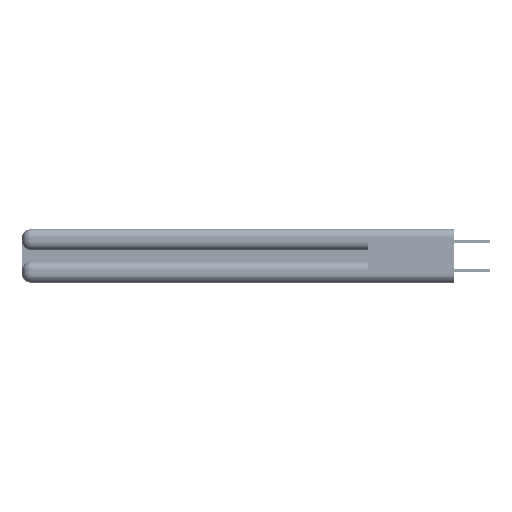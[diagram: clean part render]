
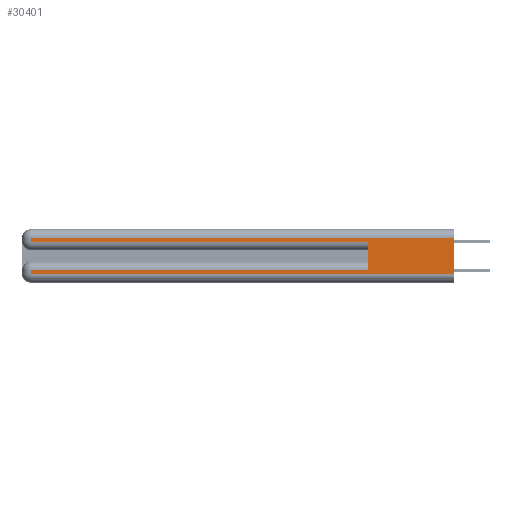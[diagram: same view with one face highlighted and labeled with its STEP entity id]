
A CAD part, left-side view. The second image highlights one B-rep face of the part: STEP entity #30401.
In plain terms, the highlighted planar face has unit normal (-1, 0, 0).
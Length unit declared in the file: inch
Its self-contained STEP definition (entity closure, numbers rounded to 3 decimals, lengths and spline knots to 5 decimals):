
#756 = VERTEX_POINT ( 'NONE', #26424 ) ;
#896 = VECTOR ( 'NONE', #27319, 39.37008 ) ;
#1207 = ORIENTED_EDGE ( 'NONE', *, *, #10137, .T. ) ;
#2493 = LINE ( 'NONE', #37842, #10245 ) ;
#2681 = LINE ( 'NONE', #48968, #896 ) ;
#3541 = DIRECTION ( 'NONE',  ( 0., 1., 0. ) ) ;
#5515 = CARTESIAN_POINT ( 'NONE',  ( 0., 0., 0.06 ) ) ;
#5606 = CARTESIAN_POINT ( 'NONE',  ( 0., 0., 0.37 ) ) ;
#7050 = DIRECTION ( 'NONE',  ( 0., 0., -1. ) ) ;
#7805 = CARTESIAN_POINT ( 'NONE',  ( 0., 2.94, 0.37 ) ) ;
#7902 = EDGE_CURVE ( 'NONE', #42539, #46080, #32451, .T. ) ;
#8558 = CARTESIAN_POINT ( 'NONE',  ( 0., 0., 0.06 ) ) ;
#9018 = CARTESIAN_POINT ( 'NONE',  ( 0., 0.6, 0.145 ) ) ;
#9932 = VECTOR ( 'NONE', #30873, 39.37008 ) ;
#10137 = EDGE_CURVE ( 'NONE', #46080, #19671, #2681, .T. ) ;
#10245 = VECTOR ( 'NONE', #7050, 39.37008 ) ;
#10807 = DIRECTION ( 'NONE',  ( 0., 0., -1. ) ) ;
#12681 = EDGE_CURVE ( 'NONE', #44352, #19671, #29207, .T. ) ;
#13039 = DIRECTION ( 'NONE',  ( 0., 0., 1. ) ) ;
#15291 = ORIENTED_EDGE ( 'NONE', *, *, #12681, .F. ) ;
#17154 = FACE_OUTER_BOUND ( 'NONE', #41889, .T. ) ;
#17585 = VECTOR ( 'NONE', #10807, 39.37008 ) ;
#19216 = VECTOR ( 'NONE', #3541, 39.37008 ) ;
#19220 = VECTOR ( 'NONE', #22317, 39.37008 ) ;
#19313 = LINE ( 'NONE', #33310, #17585 ) ;
#19552 = LINE ( 'NONE', #8558, #33716 ) ;
#19671 = VERTEX_POINT ( 'NONE', #28034 ) ;
#20115 = EDGE_CURVE ( 'NONE', #39977, #24151, #19552, .T. ) ;
#20751 = PLANE ( 'NONE',  #34496 ) ;
#20999 = LINE ( 'NONE', #40710, #19220 ) ;
#21616 = CARTESIAN_POINT ( 'NONE',  ( 0., 2.94, 0.285 ) ) ;
#22317 = DIRECTION ( 'NONE',  ( 0., 1., 0. ) ) ;
#24151 = VERTEX_POINT ( 'NONE', #5515 ) ;
#25057 = CARTESIAN_POINT ( 'NONE',  ( 0., 0., 0.31 ) ) ;
#26318 = CARTESIAN_POINT ( 'NONE',  ( 0., 0., 0.31 ) ) ;
#26424 = CARTESIAN_POINT ( 'NONE',  ( 0., 2.94, 0.085 ) ) ;
#27319 = DIRECTION ( 'NONE',  ( 0., -1., 0. ) ) ;
#27771 = ORIENTED_EDGE ( 'NONE', *, *, #46837, .T. ) ;
#28034 = CARTESIAN_POINT ( 'NONE',  ( 0., 0.6, 0.285 ) ) ;
#28570 = DIRECTION ( 'NONE',  ( 1., 0., 0. ) ) ;
#29207 = LINE ( 'NONE', #9018, #32683 ) ;
#30401 = ADVANCED_FACE ( 'NONE', ( #17154 ), #20751, .F. ) ;
#30873 = DIRECTION ( 'NONE',  ( 0., 0., -1. ) ) ;
#32451 = LINE ( 'NONE', #7805, #9932 ) ;
#32683 = VECTOR ( 'NONE', #13039, 39.37008 ) ;
#33272 = ORIENTED_EDGE ( 'NONE', *, *, #33832, .T. ) ;
#33310 = CARTESIAN_POINT ( 'NONE',  ( 0., 0., 0.37 ) ) ;
#33716 = VECTOR ( 'NONE', #42223, 39.37008 ) ;
#33832 = EDGE_CURVE ( 'NONE', #41495, #42539, #47050, .T. ) ;
#33953 = CARTESIAN_POINT ( 'NONE',  ( 0., 0.6, 0.085 ) ) ;
#34496 = AXIS2_PLACEMENT_3D ( 'NONE', #5606, #28570, #35957 ) ;
#35957 = DIRECTION ( 'NONE',  ( 0., 0., -1. ) ) ;
#37842 = CARTESIAN_POINT ( 'NONE',  ( 0., 2.94, 0.37 ) ) ;
#39977 = VERTEX_POINT ( 'NONE', #48751 ) ;
#40710 = CARTESIAN_POINT ( 'NONE',  ( 0., 0., 0.085 ) ) ;
#41341 = ORIENTED_EDGE ( 'NONE', *, *, #20115, .T. ) ;
#41495 = VERTEX_POINT ( 'NONE', #25057 ) ;
#41679 = CARTESIAN_POINT ( 'NONE',  ( 0., 2.94, 0.31 ) ) ;
#41889 = EDGE_LOOP ( 'NONE', ( #45299, #33272, #48034, #1207, #15291, #42459, #27771, #41341 ) ) ;
#42223 = DIRECTION ( 'NONE',  ( 0., -1., 0. ) ) ;
#42459 = ORIENTED_EDGE ( 'NONE', *, *, #45450, .T. ) ;
#42539 = VERTEX_POINT ( 'NONE', #41679 ) ;
#44261 = EDGE_CURVE ( 'NONE', #41495, #24151, #19313, .T. ) ;
#44352 = VERTEX_POINT ( 'NONE', #33953 ) ;
#45299 = ORIENTED_EDGE ( 'NONE', *, *, #44261, .F. ) ;
#45450 = EDGE_CURVE ( 'NONE', #44352, #756, #20999, .T. ) ;
#46080 = VERTEX_POINT ( 'NONE', #21616 ) ;
#46837 = EDGE_CURVE ( 'NONE', #756, #39977, #2493, .T. ) ;
#47050 = LINE ( 'NONE', #26318, #19216 ) ;
#48034 = ORIENTED_EDGE ( 'NONE', *, *, #7902, .T. ) ;
#48751 = CARTESIAN_POINT ( 'NONE',  ( 0., 2.94, 0.06 ) ) ;
#48968 = CARTESIAN_POINT ( 'NONE',  ( 0., 0., 0.285 ) ) ;
